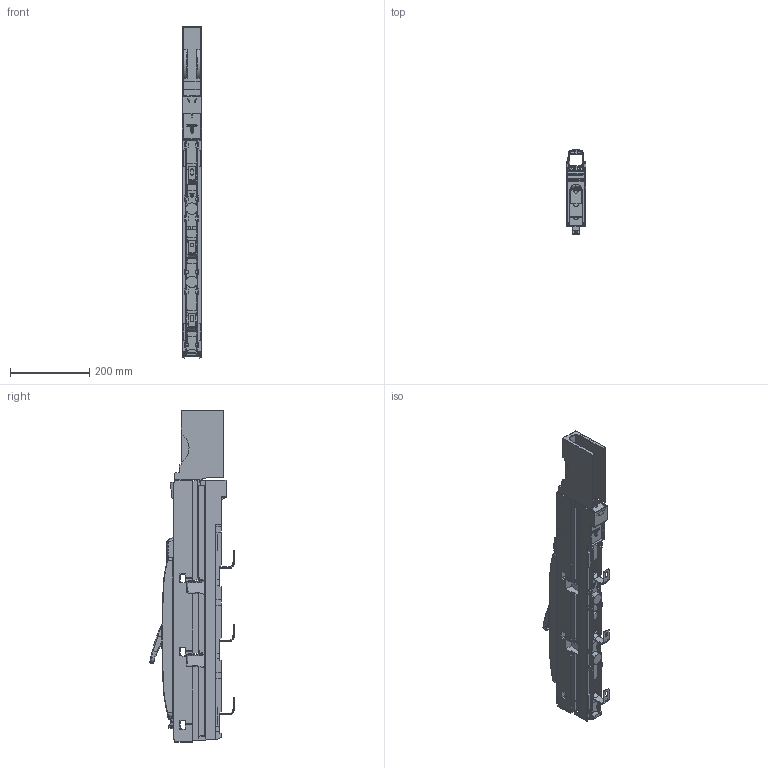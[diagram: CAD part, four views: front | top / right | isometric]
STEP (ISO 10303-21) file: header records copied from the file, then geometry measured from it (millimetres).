
FILE_DESCRIPTION(/* description */ (''),/* implementation_level */ '2;1');
FILE_NAME(/* name */ 'model1.stp',/* time_stamp */ '2014-03-13T16:07:27+01:00',/* author */ (''),/* organization */ (''),/* preprocessor_version */ 'ST-DEVELOPER v14',/* originating_system */ 'SIEMENS PLM Software NX 8.0',/* authorisation */ '');
FILE_SCHEMA (('AUTOMOTIVE_DESIGN { 1 0 10303 214 3 1 1 1 }'));
Bounding box: 49.08 x 212.9 x 839.01 mm (x, y, z)
Surface area: 594687.7 mm2 (no closed solid volume)
Topology: 0 solids, 72 shells, 1597 faces, 7951 edges, 6193 vertices
Faces by surface type: plane 1073, cylinder 211, bspline 188, extrusion 49, torus 40, cone 28, sphere 8
Full cylindrical faces by diameter (mm): 9 x4
Entity records: 90026 total; most frequent: CRTPNT 30828, ORNEDG 11715, DRCTN 10238, EDGCRV 7928, VRTPNT 6202, VECTOR 5236, LINE 5187, A2PL3D 2501
